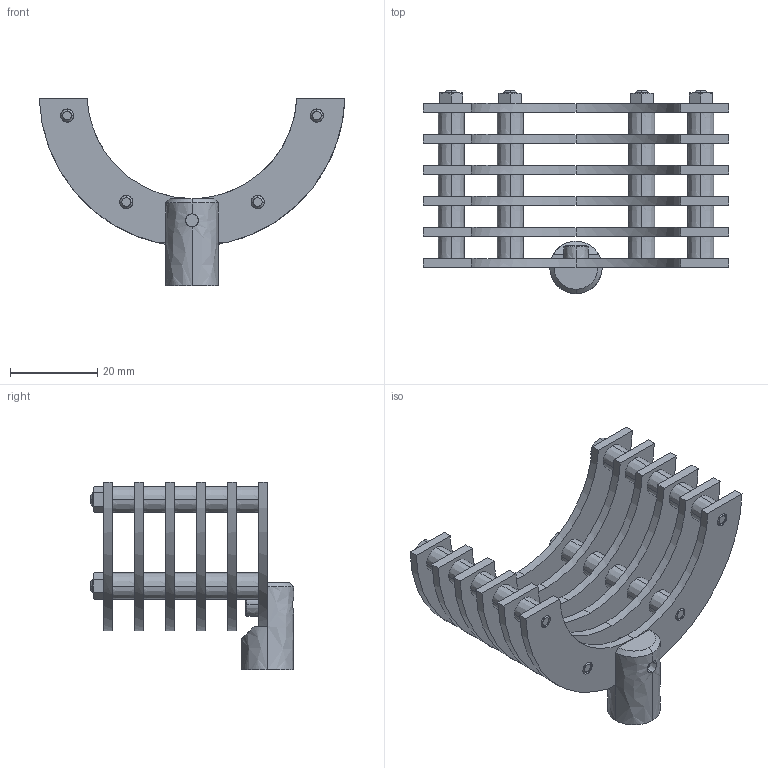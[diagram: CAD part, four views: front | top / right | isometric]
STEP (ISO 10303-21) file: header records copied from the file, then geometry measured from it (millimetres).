
FILE_DESCRIPTION (( 'STEP AP203' ), '1' );
FILE_NAME ('55007.STEP', '2021-02-19T03:57:04', ( '' ), ( '' ), 'SwSTEP 2.0', 'SolidWorks 2018', '' );
FILE_SCHEMA (( 'CONFIG_CONTROL_DESIGN' ));
Length unit declared in the file: millimetre
Products named in the file (1): 55007
Bounding box: 69.97 x 46.5 x 43 mm (x, y, z)
Surface area: 21384 mm2 (no closed solid volume)
Topology: 0 solids, 36 shells, 535 faces, 1455 edges, 917 vertices
Faces by surface type: bspline 437, plane 98
Entity records: 20876 total; most frequent: CARTESIAN_POINT 12339, ORIENTED_EDGE 2754, EDGE_CURVE 1451, B_SPLINE_CURVE_WITH_KNOTS 1070, VERTEX_POINT 917, EDGE_LOOP 638, FACE_OUTER_BOUND 535, ADVANCED_FACE 535
